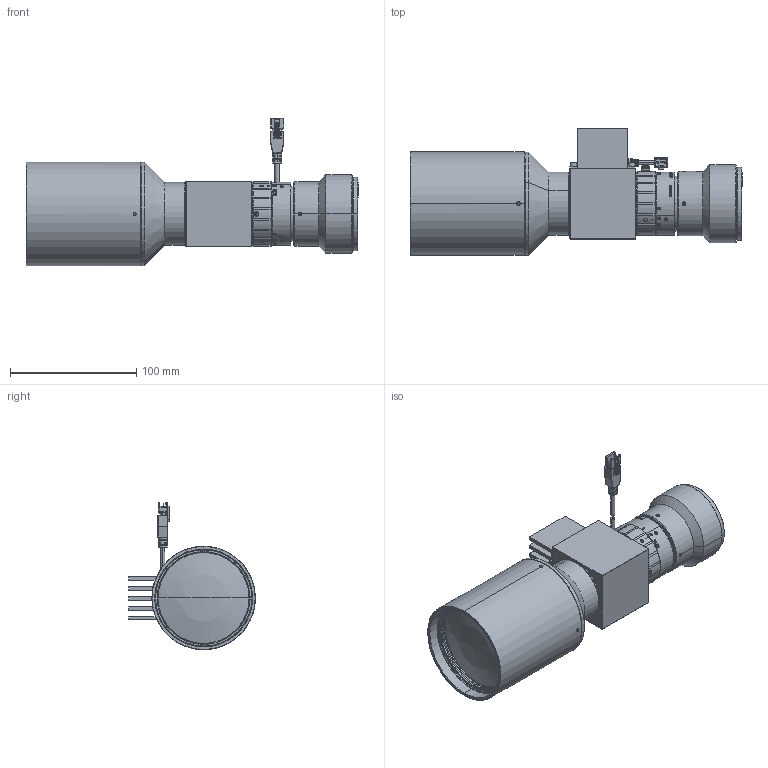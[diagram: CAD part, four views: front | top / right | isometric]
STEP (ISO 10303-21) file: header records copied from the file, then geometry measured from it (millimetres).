
FILE_DESCRIPTION((''),'2;1');
FILE_NAME('TC064130A1','2023-02-16T',('Administrator'),(''),'PRO/ENGINEER BY PARAMETRIC TECHNOLOGY CORPORATION, 2014320','PRO/ENGINEER BY PARAMETRIC TECHNOLOGY CORPORATION, 2014320','');
FILE_SCHEMA(('CONFIG_CONTROL_DESIGN','SHAPE_APPEARANCE_LAYERS_GROUPS'));
Length unit declared in the file: millimetre
Products named in the file (1): TC064130A1
Bounding box: 263.02 x 100.54 x 116.81 mm (x, y, z)
Volume: 303394.3 mm3; surface area: 158885.9 mm2
Topology: 8 solids, 42 shells, 2346 faces, 5953 edges, 3818 vertices
Faces by surface type: plane 918, cylinder 649, extrusion 401, cone 292, bspline 61, sphere 17, torus 8
Entity records: 105547 total; most frequent: CARTESIAN_POINT 33498, ORIENTED_EDGE 11818, DIRECTION 9630, EDGE_CURVE 5932, VERTEX_POINT 3818, PRESENTATION_STYLE_ASSIGNMENT 3632, STYLED_ITEM 3632, VECTOR 3354
